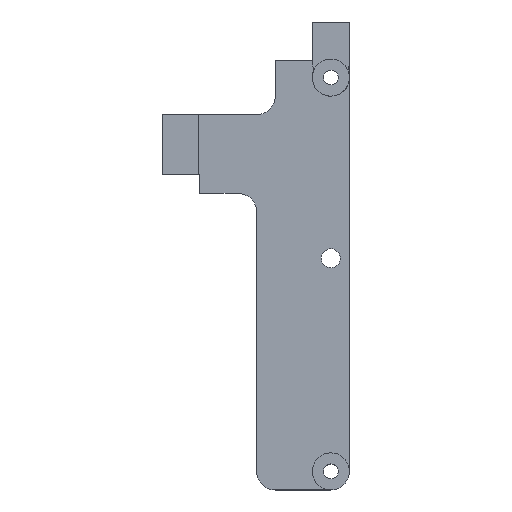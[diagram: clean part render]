
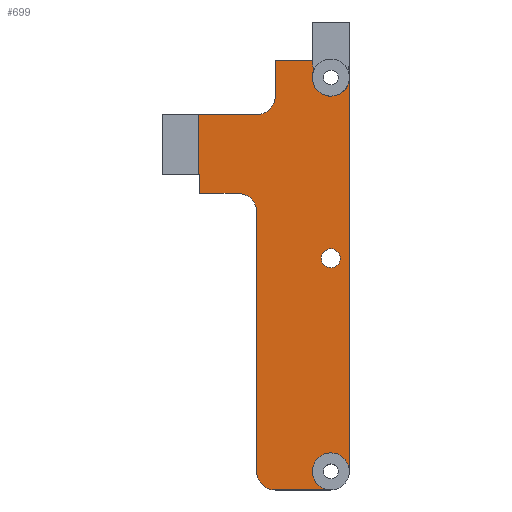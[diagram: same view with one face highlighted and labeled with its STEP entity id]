
A CAD part, top view. The second image highlights one B-rep face of the part: STEP entity #699.
In plain terms, the highlighted planar face has unit normal (0, 0, 1).
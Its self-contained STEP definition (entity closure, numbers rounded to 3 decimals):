
#21=FACE_BOUND('',#139,.T.);
#29=CIRCLE('',#737,4.);
#33=CIRCLE('',#744,4.);
#34=CIRCLE('',#747,4.);
#37=CIRCLE('',#755,2.05);
#46=CIRCLE('',#768,4.);
#48=CIRCLE('',#771,4.);
#50=CIRCLE('',#774,4.);
#96=FACE_OUTER_BOUND('',#138,.T.);
#138=EDGE_LOOP('',(#543,#544,#545,#546,#547,#548,#549,#550,#551,#552,#553,
#554,#555,#556,#557,#558,#559));
#139=EDGE_LOOP('',(#560));
#168=LINE('',#1028,#233);
#169=LINE('',#1031,#234);
#177=LINE('',#1050,#242);
#178=LINE('',#1055,#243);
#187=LINE('',#1079,#252);
#190=LINE('',#1091,#255);
#195=LINE('',#1100,#260);
#196=LINE('',#1103,#261);
#201=LINE('',#1114,#266);
#209=LINE('',#1155,#274);
#210=LINE('',#1158,#275);
#233=VECTOR('',#813,10.);
#234=VECTOR('',#816,10.);
#242=VECTOR('',#832,10.);
#243=VECTOR('',#837,10.);
#252=VECTOR('',#856,10.);
#255=VECTOR('',#867,10.);
#260=VECTOR('',#874,10.);
#261=VECTOR('',#877,10.);
#266=VECTOR('',#886,10.);
#274=VECTOR('',#934,10.);
#275=VECTOR('',#937,10.);
#296=VERTEX_POINT('',#1022);
#298=VERTEX_POINT('',#1026);
#299=VERTEX_POINT('',#1030);
#302=VERTEX_POINT('',#1038);
#306=VERTEX_POINT('',#1048);
#308=VERTEX_POINT('',#1054);
#315=VERTEX_POINT('',#1069);
#316=VERTEX_POINT('',#1071);
#318=VERTEX_POINT('',#1077);
#319=VERTEX_POINT('',#1081);
#320=VERTEX_POINT('',#1082);
#323=VERTEX_POINT('',#1090);
#326=VERTEX_POINT('',#1097);
#327=VERTEX_POINT('',#1102);
#332=VERTEX_POINT('',#1117);
#341=VERTEX_POINT('',#1141);
#343=VERTEX_POINT('',#1145);
#345=VERTEX_POINT('',#1156);
#363=EDGE_CURVE('',#296,#298,#168,.T.);
#364=EDGE_CURVE('',#299,#298,#169,.T.);
#369=EDGE_CURVE('',#302,#299,#29,.T.);
#374=EDGE_CURVE('',#306,#302,#177,.T.);
#376=EDGE_CURVE('',#296,#308,#178,.T.);
#384=EDGE_CURVE('',#315,#316,#33,.T.);
#388=EDGE_CURVE('',#315,#318,#187,.T.);
#389=EDGE_CURVE('',#319,#320,#34,.T.);
#393=EDGE_CURVE('',#320,#323,#190,.T.);
#398=EDGE_CURVE('',#326,#323,#195,.T.);
#399=EDGE_CURVE('',#326,#327,#196,.T.);
#405=EDGE_CURVE('',#319,#316,#201,.T.);
#407=EDGE_CURVE('',#332,#332,#37,.T.);
#421=EDGE_CURVE('',#343,#341,#46,.T.);
#424=EDGE_CURVE('',#343,#308,#48,.T.);
#426=EDGE_CURVE('',#306,#327,#209,.T.);
#427=EDGE_CURVE('',#345,#318,#50,.T.);
#428=EDGE_CURVE('',#341,#345,#210,.T.);
#543=ORIENTED_EDGE('',*,*,#369,.F.);
#544=ORIENTED_EDGE('',*,*,#374,.F.);
#545=ORIENTED_EDGE('',*,*,#426,.T.);
#546=ORIENTED_EDGE('',*,*,#399,.F.);
#547=ORIENTED_EDGE('',*,*,#398,.T.);
#548=ORIENTED_EDGE('',*,*,#393,.F.);
#549=ORIENTED_EDGE('',*,*,#389,.F.);
#550=ORIENTED_EDGE('',*,*,#405,.T.);
#551=ORIENTED_EDGE('',*,*,#384,.F.);
#552=ORIENTED_EDGE('',*,*,#388,.T.);
#553=ORIENTED_EDGE('',*,*,#427,.F.);
#554=ORIENTED_EDGE('',*,*,#428,.F.);
#555=ORIENTED_EDGE('',*,*,#421,.F.);
#556=ORIENTED_EDGE('',*,*,#424,.T.);
#557=ORIENTED_EDGE('',*,*,#376,.F.);
#558=ORIENTED_EDGE('',*,*,#363,.T.);
#559=ORIENTED_EDGE('',*,*,#364,.F.);
#560=ORIENTED_EDGE('',*,*,#407,.T.);
#670=PLANE('',#773);
#699=ADVANCED_FACE('',(#96,#21),#670,.T.);
#737=AXIS2_PLACEMENT_3D('',#1040,#824,#825);
#744=AXIS2_PLACEMENT_3D('',#1072,#849,#850);
#747=AXIS2_PLACEMENT_3D('',#1083,#859,#860);
#755=AXIS2_PLACEMENT_3D('',#1118,#890,#891);
#768=AXIS2_PLACEMENT_3D('',#1147,#921,#922);
#771=AXIS2_PLACEMENT_3D('',#1152,#928,#929);
#773=AXIS2_PLACEMENT_3D('',#1154,#932,#933);
#774=AXIS2_PLACEMENT_3D('',#1157,#935,#936);
#813=DIRECTION('',(-1.,0.,0.));
#816=DIRECTION('',(0.,1.,0.));
#824=DIRECTION('center_axis',(0.,0.,
1.));
#825=DIRECTION('ref_axis',(0.707,-0.707,0.));
#832=DIRECTION('',(1.,0.,0.));
#837=DIRECTION('',(0.,-1.,0.));
#849=DIRECTION('center_axis',(0.,0.,
-1.));
#850=DIRECTION('ref_axis',(-0.707,-0.707,0.));
#856=DIRECTION('',(1.,0.,0.));
#859=DIRECTION('center_axis',(0.,0.,
1.));
#860=DIRECTION('ref_axis',(0.707,0.707,0.));
#867=DIRECTION('',(-1.,0.,0.));
#874=DIRECTION('',(0.,-1.,0.));
#877=DIRECTION('',(-1.,0.,0.));
#886=DIRECTION('',(0.,-1.,0.));
#890=DIRECTION('center_axis',(0.,0.,
-1.));
#891=DIRECTION('ref_axis',(1.,0.,0.));
#921=DIRECTION('center_axis',(0.,0.,
1.));
#922=DIRECTION('ref_axis',(-1.,0.,0.));
#928=DIRECTION('center_axis',(0.,0.,
1.));
#929=DIRECTION('ref_axis',(0.975,-0.22,0.));
#932=DIRECTION('center_axis',(0.,0.,
1.));
#933=DIRECTION('ref_axis',(-1.,0.,0.));
#934=DIRECTION('',(0.,-1.,0.));
#935=DIRECTION('center_axis',(0.,0.,
1.));
#936=DIRECTION('ref_axis',(-1.,0.,0.));
#937=DIRECTION('',(0.,-1.,0.));
#1022=CARTESIAN_POINT('',(84.5,27.8,-60.));
#1026=CARTESIAN_POINT('',(76.5,27.8,-60.));
#1028=CARTESIAN_POINT('',(84.5,27.8,-60.));
#1030=CARTESIAN_POINT('',(76.5,20.,-60.));
#1031=CARTESIAN_POINT('',(76.5,27.8,-60.));
#1038=CARTESIAN_POINT('',(72.5,16.,-60.));
#1040=CARTESIAN_POINT('Origin',(72.5,20.,-60.));
#1048=CARTESIAN_POINT('',(60.,16.,-60.));
#1050=CARTESIAN_POINT('',(43.,16.,-60.));
#1054=CARTESIAN_POINT('',(84.5,27.,-60.));
#1055=CARTESIAN_POINT('',(84.5,20.,-60.));
#1069=CARTESIAN_POINT('',(76.5,-65.,-60.));
#1071=CARTESIAN_POINT('',(72.5,-61.,-60.));
#1072=CARTESIAN_POINT('Origin',(76.5,-61.,-60.));
#1077=CARTESIAN_POINT('',(88.5,-65.,-60.));
#1079=CARTESIAN_POINT('',(88.5,-65.,-60.));
#1081=CARTESIAN_POINT('',(72.5,-5.,-60.));
#1082=CARTESIAN_POINT('',(68.5,-1.,-60.));
#1083=CARTESIAN_POINT('Origin',(68.5,-5.,-60.));
#1090=CARTESIAN_POINT('',(60.2,-1.,-60.));
#1091=CARTESIAN_POINT('',(60.2,-1.,-60.));
#1097=CARTESIAN_POINT('',(60.2,3.,-60.));
#1100=CARTESIAN_POINT('',(60.2,3.,-60.));
#1102=CARTESIAN_POINT('',(60.,3.,-60.));
#1103=CARTESIAN_POINT('',(34.75,3.,-60.));
#1114=CARTESIAN_POINT('',(72.5,-61.,-60.));
#1117=CARTESIAN_POINT('',(86.45,-15.,-60.));
#1118=CARTESIAN_POINT('Origin',(88.5,-15.,-60.));
#1141=CARTESIAN_POINT('',(92.5,24.,-60.));
#1145=CARTESIAN_POINT('',(84.599,24.881,-60.));
#1147=CARTESIAN_POINT('Origin',(88.5,24.,-60.));
#1152=CARTESIAN_POINT('Origin',(80.697,25.762,-60.));
#1154=CARTESIAN_POINT('Origin',(17.5,63.5,-60.));
#1155=CARTESIAN_POINT('',(60.,33.25,-60.));
#1156=CARTESIAN_POINT('',(92.5,-61.,-60.));
#1157=CARTESIAN_POINT('Origin',(88.5,-61.,-60.));
#1158=CARTESIAN_POINT('',(92.5,88.25,-60.));
